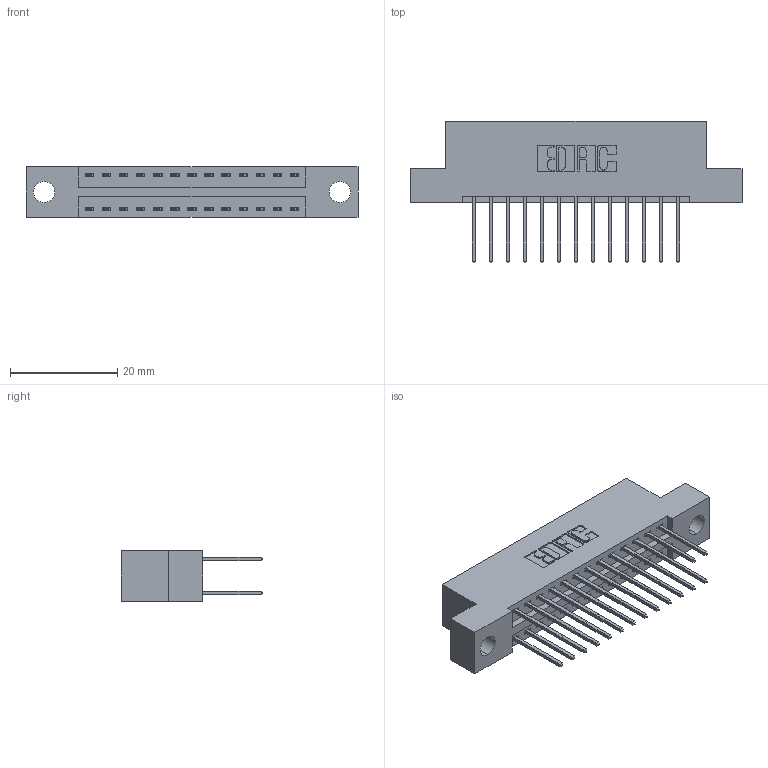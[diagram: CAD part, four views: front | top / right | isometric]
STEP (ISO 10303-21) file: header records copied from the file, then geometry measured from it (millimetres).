
FILE_DESCRIPTION (( 'STEP AP203' ), '1' );
FILE_NAME ('346-026-522-204.STEP', '2022-05-19T01:27:26', ( '' ), ( '' ), 'SwSTEP 2.0', 'SolidWorks 2020', '' );
FILE_SCHEMA (( 'CONFIG_CONTROL_DESIGN' ));
Length unit declared in the file: inch
Products named in the file (3): 346-026-522-204; 345-292-001_345-293-122; 346 Part_Flush Mounting Lugs - 0.156 Dia-TH
Assembly tree (27 placements, depth 2):
  346-026-522-204
    346 Part_Flush Mounting Lugs - 0.156 Dia-TH
    345-292-001_345-293-122  x26
Bounding box: 61.85 x 26.42 x 9.4 mm (x, y, z)
Volume: 5766.5 mm3; surface area: 7627.3 mm2
Topology: 27 solids, 27 shells, 1488 faces, 4395 edges, 2894 vertices
Faces by surface type: plane 1000, cylinder 488
Entity records: 12825 total; most frequent: CARTESIAN_POINT 2158, ORIENTED_EDGE 2090, DIRECTION 1953, EDGE_CURVE 1045, VECTOR 861, LINE 861, VERTEX_POINT 694, AXIS2_PLACEMENT_3D 546
